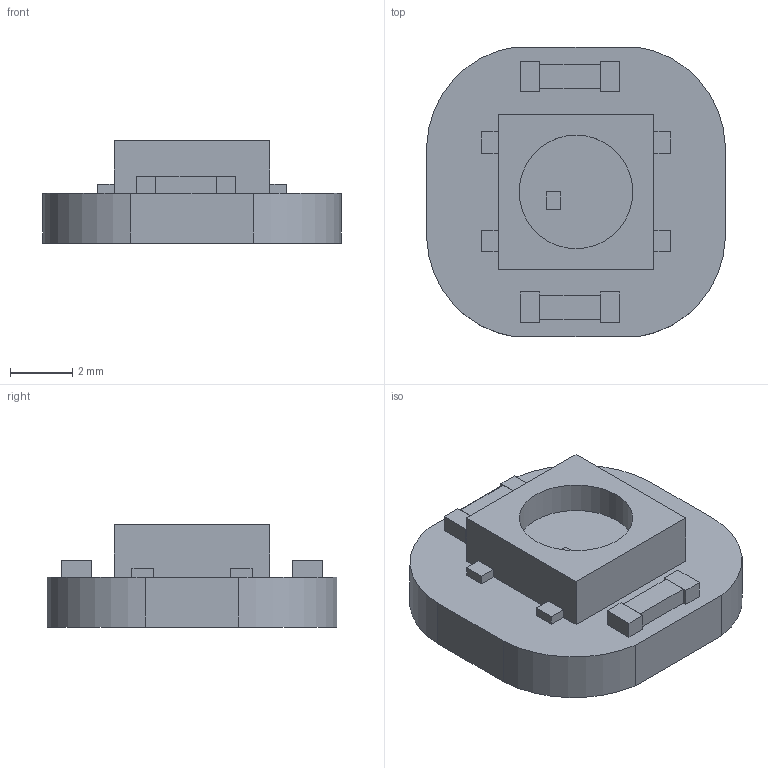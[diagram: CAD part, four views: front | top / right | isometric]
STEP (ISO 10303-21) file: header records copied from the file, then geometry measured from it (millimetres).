
FILE_DESCRIPTION(/* description */ (''),/* implementation_level */ '2;1');
FILE_NAME(/* name */ 'WS2812B LED.stp',/* time_stamp */ '2022-04-17T10:30:08+02:00',/* author */ ('PCtrading'),/* organization */ (''),/* preprocessor_version */ 'ST-DEVELOPER v16.5',/* originating_system */ 'Autodesk Inventor 2017',/* authorisation */ '');
FILE_SCHEMA (('AUTOMOTIVE_DESIGN { 1 0 10303 214 3 1 1 }'));
Length unit declared in the file: millimetre
Products named in the file (1): WS2812B LED
Bounding box: 9.6 x 9.32 x 3.31 mm (x, y, z)
Volume: 162.8 mm3; surface area: 380.7 mm2
Topology: 19 solids, 19 shells, 276 faces, 651 edges, 434 vertices
Faces by surface type: plane 207, bspline 40, cylinder 29
Full cylindrical faces by diameter (mm): 3.655 x1
Entity records: 8220 total; most frequent: CARTESIAN_POINT 1983, ORIENTED_EDGE 1300, DIRECTION 1114, EDGE_CURVE 650, LINE 512, VECTOR 512, VERTEX_POINT 434, AXIS2_PLACEMENT_3D 301
